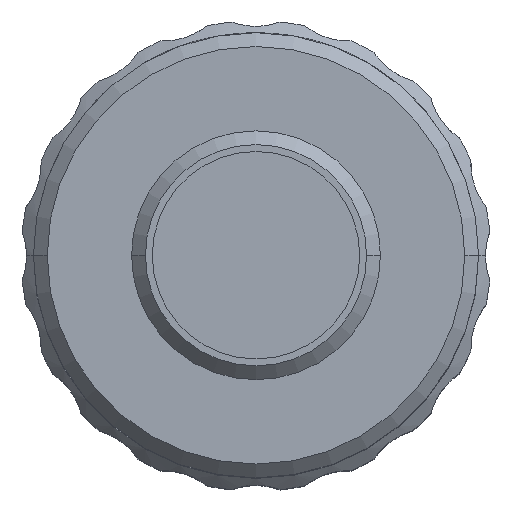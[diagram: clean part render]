
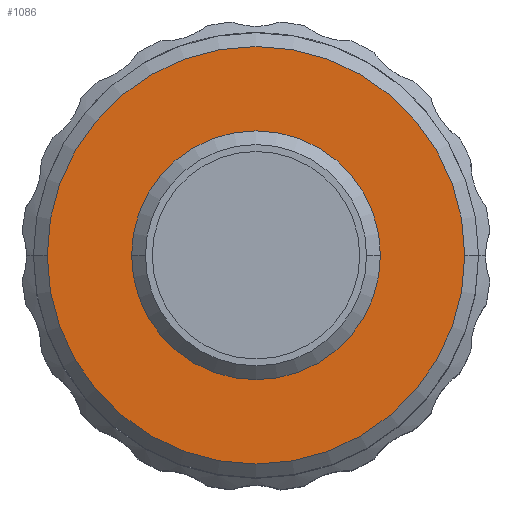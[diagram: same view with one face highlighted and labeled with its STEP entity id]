
A CAD part, top view. The second image highlights one B-rep face of the part: STEP entity #1086.
In plain terms, the highlighted planar face has unit normal (0, 0, 1).
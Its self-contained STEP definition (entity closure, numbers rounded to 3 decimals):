
#530 = FACE_BOUND ( 'NONE', #24378, .T. ) ;
#1086 = ADVANCED_FACE ( 'NONE', ( #530, #18276 ), #5508, .T. ) ;
#1131 = AXIS2_PLACEMENT_3D ( 'NONE', #6002, #28048, #18602 ) ;
#3143 = EDGE_CURVE ( 'NONE', #16907, #21236, #19798, .T. ) ;
#3850 = CARTESIAN_POINT ( 'NONE',  ( 0., 0., 60.5 ) ) ;
#4478 = DIRECTION ( 'NONE',  ( 0., 0., 1. ) ) ;
#5506 = AXIS2_PLACEMENT_3D ( 'NONE', #3850, #23574, #31050 ) ;
#5508 = PLANE ( 'NONE',  #1131 ) ;
#6002 = CARTESIAN_POINT ( 'NONE',  ( 0., 0., 60.5 ) ) ;
#7165 = CIRCLE ( 'NONE', #12452, 9. ) ;
#8656 = DIRECTION ( 'NONE',  ( 0., 0., 1. ) ) ;
#9594 = EDGE_CURVE ( 'NONE', #30797, #18270, #24123, .T. ) ;
#9793 = CIRCLE ( 'NONE', #11924, 15.1 ) ;
#10538 = DIRECTION ( 'NONE',  ( 0., 0., 1. ) ) ;
#10816 = CARTESIAN_POINT ( 'NONE',  ( 0., 0., 60.5 ) ) ;
#10916 = ORIENTED_EDGE ( 'NONE', *, *, #3143, .T. ) ;
#11924 = AXIS2_PLACEMENT_3D ( 'NONE', #15841, #10538, #13194 ) ;
#12452 = AXIS2_PLACEMENT_3D ( 'NONE', #10816, #8656, #20911 ) ;
#12875 = ORIENTED_EDGE ( 'NONE', *, *, #9594, .F. ) ;
#13194 = DIRECTION ( 'NONE',  ( 1., 0., 0. ) ) ;
#15841 = CARTESIAN_POINT ( 'NONE',  ( 0., 0., 60.5 ) ) ;
#16113 = CARTESIAN_POINT ( 'NONE',  ( 9., 0., 60.5 ) ) ;
#16480 = EDGE_CURVE ( 'NONE', #18270, #30797, #7165, .T. ) ;
#16812 = EDGE_CURVE ( 'NONE', #21236, #16907, #9793, .T. ) ;
#16907 = VERTEX_POINT ( 'NONE', #30427 ) ;
#17738 = CARTESIAN_POINT ( 'NONE',  ( -9., 0., 60.5 ) ) ;
#18270 = VERTEX_POINT ( 'NONE', #17738 ) ;
#18276 = FACE_OUTER_BOUND ( 'NONE', #19536, .T. ) ;
#18602 = DIRECTION ( 'NONE',  ( 1., 0., 0. ) ) ;
#19536 = EDGE_LOOP ( 'NONE', ( #22508, #10916 ) ) ;
#19798 = CIRCLE ( 'NONE', #5506, 15.1 ) ;
#20911 = DIRECTION ( 'NONE',  ( 1., 0., 0. ) ) ;
#21236 = VERTEX_POINT ( 'NONE', #31517 ) ;
#22363 = CARTESIAN_POINT ( 'NONE',  ( 0., 0., 60.5 ) ) ;
#22508 = ORIENTED_EDGE ( 'NONE', *, *, #16812, .T. ) ;
#23574 = DIRECTION ( 'NONE',  ( 0., 0., 1. ) ) ;
#24123 = CIRCLE ( 'NONE', #30479, 9. ) ;
#24378 = EDGE_LOOP ( 'NONE', ( #28847, #12875 ) ) ;
#27013 = DIRECTION ( 'NONE',  ( 1., 0., 0. ) ) ;
#28048 = DIRECTION ( 'NONE',  ( 0., 0., 1. ) ) ;
#28847 = ORIENTED_EDGE ( 'NONE', *, *, #16480, .F. ) ;
#30427 = CARTESIAN_POINT ( 'NONE',  ( 15.1, 0., 60.5 ) ) ;
#30479 = AXIS2_PLACEMENT_3D ( 'NONE', #22363, #4478, #27013 ) ;
#30797 = VERTEX_POINT ( 'NONE', #16113 ) ;
#31050 = DIRECTION ( 'NONE',  ( 1., 0., 0. ) ) ;
#31517 = CARTESIAN_POINT ( 'NONE',  ( -15.1, 0., 60.5 ) ) ;
